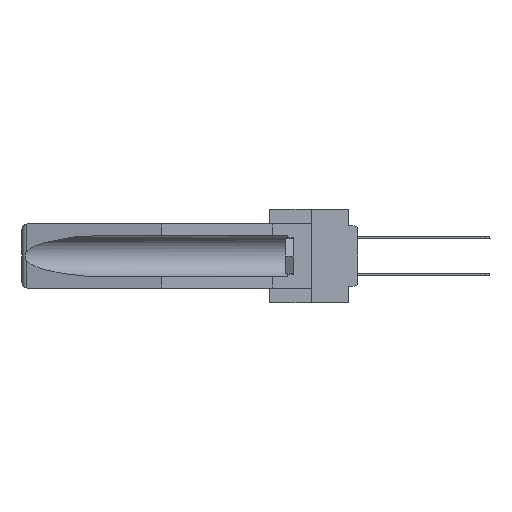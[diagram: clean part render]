
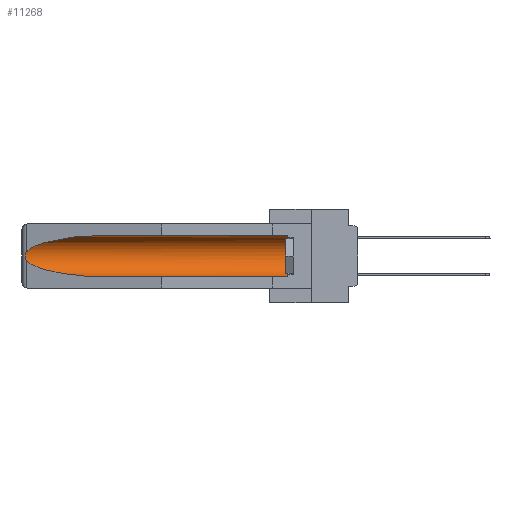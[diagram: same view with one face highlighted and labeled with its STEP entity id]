
A CAD part, left-side view. The second image highlights one B-rep face of the part: STEP entity #11268.
In plain terms, the highlighted cylindrical face has radius 2.857 mm (diameter 5.715 mm), a partial arc.
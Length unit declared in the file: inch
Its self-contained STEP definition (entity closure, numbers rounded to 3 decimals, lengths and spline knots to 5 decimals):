
#17 = VECTOR ( 'NONE', #2947, 39.37008 ) ;
#2037 = CARTESIAN_POINT ( 'NONE',  ( 0.26537, 1.52718, -0.14972 ) ) ;
#2143 = CARTESIAN_POINT ( 'NONE',  ( 0.26654, 1.53092, -0.15636 ) ) ;
#2398 = ORIENTED_EDGE ( 'NONE', *, *, #11461, .F. ) ;
#2596 = CARTESIAN_POINT ( 'NONE',  ( 0.25451, 1.48313, -0.09465 ) ) ;
#2855 = B_SPLINE_CURVE_WITH_KNOTS ( 'NONE', 3,
 ( #2037, #25457, #2143, #9864, #23163, #7365, #12579, #22744, #4892, #33192 ),
 .UNSPECIFIED., .F., .F.,
 ( 4, 2, 2, 2, 4 ),
 ( 0., 0.00029, 0.00058, 0.00087, 0.00117 ),
 .UNSPECIFIED. ) ;
#2924 = CARTESIAN_POINT ( 'NONE',  ( 0.155, 1.07973, -0.059 ) ) ;
#2947 = DIRECTION ( 'NONE',  ( 0., 1., 0. ) ) ;
#4291 = VERTEX_POINT ( 'NONE', #13806 ) ;
#4533 = EDGE_CURVE ( 'NONE', #19111, #14352, #2855, .T. ) ;
#4892 = CARTESIAN_POINT ( 'NONE',  ( 0.26597, 1.5296, -0.19026 ) ) ;
#5350 = CARTESIAN_POINT ( 'NONE',  ( 0.155, -0.30754, -0.284 ) ) ;
#5519 = EDGE_LOOP ( 'NONE', ( #23604, #7824, #14557, #2398, #19003, #9931 ) ) ;
#6606 = CARTESIAN_POINT ( 'NONE',  ( 0.25451, 1.48313, -0.24835 ) ) ;
#7365 = CARTESIAN_POINT ( 'NONE',  ( 0.2675, 1.53308, -0.17534 ) ) ;
#7447 = DIRECTION ( 'NONE',  ( 0., 0., 1. ) ) ;
#7824 = ORIENTED_EDGE ( 'NONE', *, *, #4533, .T. ) ;
#9864 = CARTESIAN_POINT ( 'NONE',  ( 0.2673, 1.5327, -0.16383 ) ) ;
#9908 = CARTESIAN_POINT ( 'NONE',  ( 0.155, -0.30754, -0.059 ) ) ;
#9931 = ORIENTED_EDGE ( 'NONE', *, *, #33183, .T. ) ;
#10434 = CARTESIAN_POINT ( 'NONE',  ( 0.155, -0.30754, -0.1715 ) ) ;
#11028 = CARTESIAN_POINT ( 'NONE',  ( 0.155, 0.126, -0.284 ) ) ;
#11268 = ADVANCED_FACE ( 'NONE', ( #12990 ), #14658, .F. ) ;
#11461 = EDGE_CURVE ( 'NONE', #12414, #21791, #27679, .T. ) ;
#12274 = CARTESIAN_POINT ( 'NONE',  ( 0.26537, 1.52718, -0.19328 ) ) ;
#12414 = VERTEX_POINT ( 'NONE', #11028 ) ;
#12579 = CARTESIAN_POINT ( 'NONE',  ( 0.2673, 1.53269, -0.17917 ) ) ;
#12990 = FACE_OUTER_BOUND ( 'NONE', #5519, .T. ) ;
#13035 = LINE ( 'NONE', #9908, #27753 ) ;
#13806 = CARTESIAN_POINT ( 'NONE',  ( 0.155, 0.126, -0.059 ) ) ;
#13894 = CARTESIAN_POINT ( 'NONE',  ( 0.155, 1.07973, -0.284 ) ) ;
#13962 = CARTESIAN_POINT ( 'NONE',  ( 0.26537, 1.52718, -0.14972 ) ) ;
#14033 = EDGE_CURVE ( 'NONE', #14352, #21791, #30586, .T. ) ;
#14352 = VERTEX_POINT ( 'NONE', #12274 ) ;
#14423 = CARTESIAN_POINT ( 'NONE',  ( 0.155, 1.07973, -0.284 ) ) ;
#14557 = ORIENTED_EDGE ( 'NONE', *, *, #14033, .T. ) ;
#14658 = CYLINDRICAL_SURFACE ( 'NONE', #18482, 0.1125 ) ;
#15700 = CARTESIAN_POINT ( 'NONE',  ( 0.155, 1.07973, -0.059 ) ) ;
#16369 =( BOUNDED_CURVE ( )  B_SPLINE_CURVE ( 3, ( #2924, #23709, #2596, #23398 ),
 .UNSPECIFIED., .F., .F. ) 
 B_SPLINE_CURVE_WITH_KNOTS ( ( 4, 4 ),
 ( 4.71239, 6.08839 ),
 .UNSPECIFIED. ) 
 CURVE ( )  GEOMETRIC_REPRESENTATION_ITEM ( )  RATIONAL_B_SPLINE_CURVE ( ( 1., 0.848, 0.848, 1. ) ) 
 REPRESENTATION_ITEM ( '' )  );
#17428 = DIRECTION ( 'NONE',  ( 0., 1., 0. ) ) ;
#18482 = AXIS2_PLACEMENT_3D ( 'NONE', #10434, #28932, #21324 ) ;
#18788 = EDGE_CURVE ( 'NONE', #12414, #4291, #22205, .T. ) ;
#19003 = ORIENTED_EDGE ( 'NONE', *, *, #18788, .T. ) ;
#19111 = VERTEX_POINT ( 'NONE', #13962 ) ;
#21324 = DIRECTION ( 'NONE',  ( 0., 0., 1. ) ) ;
#21546 = EDGE_CURVE ( 'NONE', #29525, #19111, #16369, .T. ) ;
#21791 = VERTEX_POINT ( 'NONE', #13894 ) ;
#22205 = CIRCLE ( 'NONE', #28525, 0.1125 ) ;
#22652 = CARTESIAN_POINT ( 'NONE',  ( 0.26537, 1.52718, -0.19328 ) ) ;
#22744 = CARTESIAN_POINT ( 'NONE',  ( 0.26655, 1.53094, -0.18657 ) ) ;
#23163 = CARTESIAN_POINT ( 'NONE',  ( 0.2675, 1.53308, -0.16763 ) ) ;
#23398 = CARTESIAN_POINT ( 'NONE',  ( 0.26537, 1.52718, -0.14972 ) ) ;
#23604 = ORIENTED_EDGE ( 'NONE', *, *, #21546, .T. ) ;
#23709 = CARTESIAN_POINT ( 'NONE',  ( 0.21114, 1.30732, -0.059 ) ) ;
#25224 = CARTESIAN_POINT ( 'NONE',  ( 0.155, 0.126, -0.1715 ) ) ;
#25457 = CARTESIAN_POINT ( 'NONE',  ( 0.26597, 1.52961, -0.15275 ) ) ;
#27679 = LINE ( 'NONE', #5350, #17 ) ;
#27753 = VECTOR ( 'NONE', #17428, 39.37008 ) ;
#27879 = CARTESIAN_POINT ( 'NONE',  ( 0.21114, 1.30732, -0.284 ) ) ;
#28525 = AXIS2_PLACEMENT_3D ( 'NONE', #25224, #33058, #7447 ) ;
#28932 = DIRECTION ( 'NONE',  ( 0., 1., 0. ) ) ;
#29525 = VERTEX_POINT ( 'NONE', #15700 ) ;
#30586 =( BOUNDED_CURVE ( )  B_SPLINE_CURVE ( 3, ( #22652, #6606, #27879, #14423 ),
 .UNSPECIFIED., .F., .F. ) 
 B_SPLINE_CURVE_WITH_KNOTS ( ( 4, 4 ),
 ( 0.1948, 1.5708 ),
 .UNSPECIFIED. ) 
 CURVE ( )  GEOMETRIC_REPRESENTATION_ITEM ( )  RATIONAL_B_SPLINE_CURVE ( ( 1., 0.848, 0.848, 1. ) ) 
 REPRESENTATION_ITEM ( '' )  );
#33058 = DIRECTION ( 'NONE',  ( 0., -1., 0. ) ) ;
#33183 = EDGE_CURVE ( 'NONE', #4291, #29525, #13035, .T. ) ;
#33192 = CARTESIAN_POINT ( 'NONE',  ( 0.26537, 1.52718, -0.19328 ) ) ;
